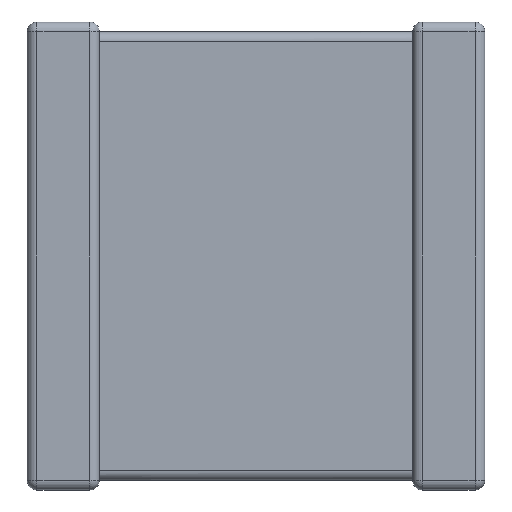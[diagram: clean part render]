
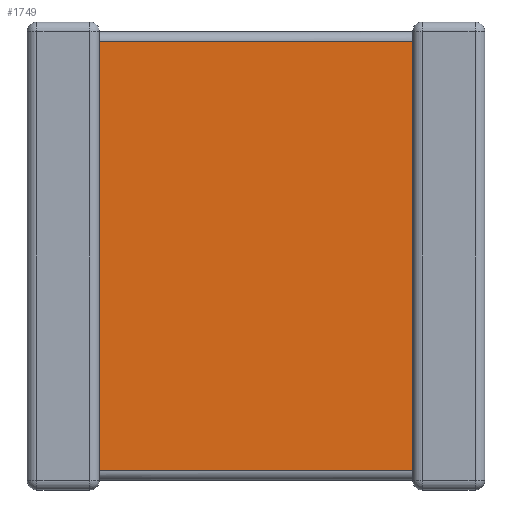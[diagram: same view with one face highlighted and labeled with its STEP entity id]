
A CAD part, front view. The second image highlights one B-rep face of the part: STEP entity #1749.
In plain terms, the highlighted planar face has unit normal (0, -1, 0).
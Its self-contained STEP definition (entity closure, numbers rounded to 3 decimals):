
#35 = ORIENTED_EDGE ( 'NONE', *, *, #2925, .T. ) ;
#38 = LINE ( 'NONE', #2162, #3122 ) ;
#123 = LINE ( 'NONE', #2202, #405 ) ;
#136 = DIRECTION ( 'NONE',  ( 0., -1., 0. ) ) ;
#405 = VECTOR ( 'NONE', #2912, 1000. ) ;
#519 = EDGE_CURVE ( 'NONE', #3390, #1216, #3238, .T. ) ;
#650 = EDGE_CURVE ( 'NONE', #3390, #1255, #3346, .T. ) ;
#674 = AXIS2_PLACEMENT_3D ( 'NONE', #1573, #136, #1244 ) ;
#1209 = PLANE ( 'NONE',  #674 ) ;
#1216 = VERTEX_POINT ( 'NONE', #3317 ) ;
#1244 = DIRECTION ( 'NONE',  ( 0., 0., -1. ) ) ;
#1255 = VERTEX_POINT ( 'NONE', #4051 ) ;
#1441 = EDGE_LOOP ( 'NONE', ( #3055, #4157, #35, #2486 ) ) ;
#1573 = CARTESIAN_POINT ( 'NONE',  ( 1.05, 0.141, -6.8 ) ) ;
#1749 = ADVANCED_FACE ( 'NONE', ( #3244 ), #1209, .T. ) ;
#2116 = EDGE_CURVE ( 'NONE', #2127, #1255, #38, .T. ) ;
#2127 = VERTEX_POINT ( 'NONE', #4669 ) ;
#2162 = CARTESIAN_POINT ( 'NONE',  ( 1.05, 0.141, -0.283 ) ) ;
#2202 = CARTESIAN_POINT ( 'NONE',  ( 5.6, 0.141, -6.8 ) ) ;
#2486 = ORIENTED_EDGE ( 'NONE', *, *, #2116, .T. ) ;
#2674 = CARTESIAN_POINT ( 'NONE',  ( 5.6, 0.141, -6.517 ) ) ;
#2726 = DIRECTION ( 'NONE',  ( 0., 0., 1. ) ) ;
#2912 = DIRECTION ( 'NONE',  ( 0., 0., 1. ) ) ;
#2925 = EDGE_CURVE ( 'NONE', #1216, #2127, #123, .T. ) ;
#3055 = ORIENTED_EDGE ( 'NONE', *, *, #650, .F. ) ;
#3122 = VECTOR ( 'NONE', #3924, 1000. ) ;
#3238 = LINE ( 'NONE', #2674, #3564 ) ;
#3244 = FACE_OUTER_BOUND ( 'NONE', #1441, .T. ) ;
#3317 = CARTESIAN_POINT ( 'NONE',  ( 5.6, 0.141, -6.517 ) ) ;
#3346 = LINE ( 'NONE', #3414, #4010 ) ;
#3390 = VERTEX_POINT ( 'NONE', #4259 ) ;
#3414 = CARTESIAN_POINT ( 'NONE',  ( 1.05, 0.141, -6.8 ) ) ;
#3564 = VECTOR ( 'NONE', #4092, 1000. ) ;
#3924 = DIRECTION ( 'NONE',  ( -1., 0., 0. ) ) ;
#4010 = VECTOR ( 'NONE', #2726, 1000. ) ;
#4051 = CARTESIAN_POINT ( 'NONE',  ( 1.05, 0.141, -0.283 ) ) ;
#4092 = DIRECTION ( 'NONE',  ( 1., 0., 0. ) ) ;
#4157 = ORIENTED_EDGE ( 'NONE', *, *, #519, .T. ) ;
#4259 = CARTESIAN_POINT ( 'NONE',  ( 1.05, 0.141, -6.517 ) ) ;
#4669 = CARTESIAN_POINT ( 'NONE',  ( 5.6, 0.141, -0.283 ) ) ;
